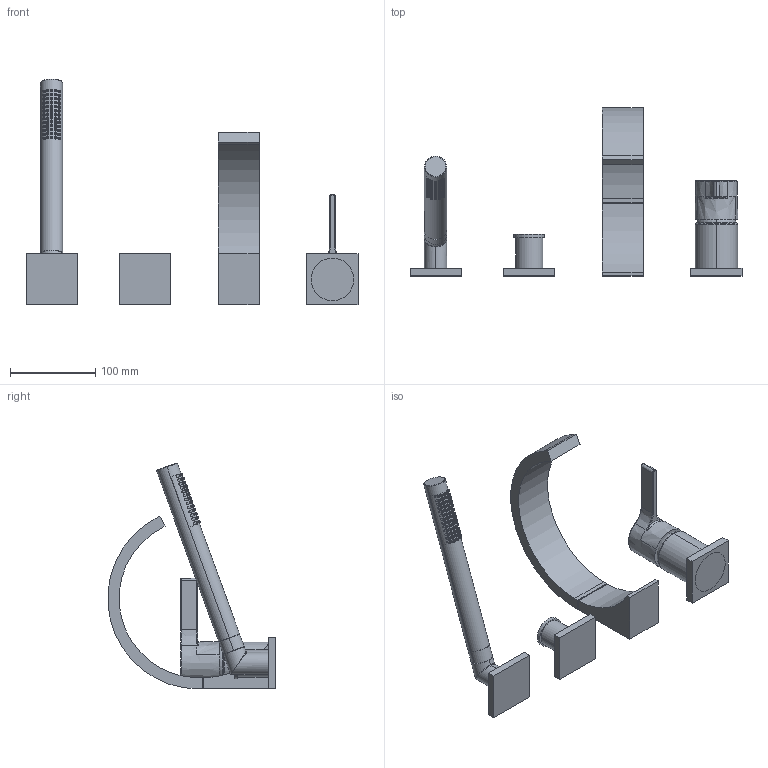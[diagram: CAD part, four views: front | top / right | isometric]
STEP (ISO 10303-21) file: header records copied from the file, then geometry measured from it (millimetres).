
FILE_DESCRIPTION (( 'STEP AP214' ), '1' );
FILE_NAME ('27632811.STEP', '2020-06-29T07:41:47', ( '' ), ( '' ), 'SwSTEP 2.0', 'SolidWorks 2017', '' );
FILE_SCHEMA (( 'AUTOMOTIVE_DESIGN' ));
Length unit declared in the file: millimetre
Products named in the file (17): Planungsmodell_Handbrause-+-04.12.11.140.10_01_PDB_04121114010-00; Nippel-+-04.24.04.287.00-01_PDB_04240428700-00; Planungsmodell_Koerper-+-09.19.70.011-1; Planungsmodell_Rohr_gerade-+-28.568.780-10_ _K201_18x20; Planungsmodell_Einsatz-+-04.12.11.140.10_02_K1; Planungsmodell_Koerper-+-04.12.11.140.10_04_K1; Planungsmodell_Rohr_gerade-+-28.568.780-10_ _K170_26x15,5; Planungsmodell_Griff-+-09.20.71.002-1; Planungsmodell_Hebel-+-09.20.80.022-01_K1; Planungsmodell_Nippel-+-09.24.04.287.90_01_K1; 27632811; Planungsmodell_Rosette-+-09.27.68.003.90-01; Planungsmodell_Rosette-+-09.27.67.006-1; Planungsmodell_Einsatz-+-04.12.11.140.10_03_K1; Planungsmodell_Rosette-+-09.27.67.016-1; Planungsmodell_Auslauf-+-09.11.70.01.013-1; Planungsmodell_Haube-+-09.28.30.033.90-01_K3
Assembly tree (16 placements, depth 4):
  27632811
    Planungsmodell_Koerper-+-09.19.70.011-1
    Planungsmodell_Auslauf-+-09.11.70.01.013-1
    Planungsmodell_Haube-+-09.28.30.033.90-01_K3
    Planungsmodell_Rosette-+-09.27.67.016-1
    Planungsmodell_Hebel-+-09.20.80.022-01_K1
    Planungsmodell_Rosette-+-09.27.67.006-1
    Planungsmodell_Griff-+-09.20.71.002-1
    Planungsmodell_Rosette-+-09.27.68.003.90-01
    Planungsmodell_Handbrause-+-04.12.11.140.10_01_PDB_04121114010-00
      Planungsmodell_Koerper-+-04.12.11.140.10_04_K1
      Planungsmodell_Einsatz-+-04.12.11.140.10_03_K1
        Planungsmodell_Einsatz-+-04.12.11.140.10_02_K1
    Nippel-+-04.24.04.287.00-01_PDB_04240428700-00
      Planungsmodell_Nippel-+-09.24.04.287.90_01_K1
      Planungsmodell_Rohr_gerade-+-28.568.780-10_ _K170_26x15,5
      Planungsmodell_Rohr_gerade-+-28.568.780-10_ _K201_18x20
Bounding box: 390 x 197.18 x 265.4 mm (x, y, z)
Volume: 823309.8 mm3; surface area: 149825.6 mm2
Topology: 13 solids, 13 shells, 457 faces, 929 edges, 563 vertices
Faces by surface type: cylinder 159, torus 149, plane 126, bspline 12, cone 10, sphere 1
Entity records: 16988 total; most frequent: CARTESIAN_POINT 6672, DIRECTION 2179, ORIENTED_EDGE 1850, AXIS2_PLACEMENT_3D 959, EDGE_CURVE 925, VERTEX_POINT 563, EDGE_LOOP 526, CIRCLE 492
